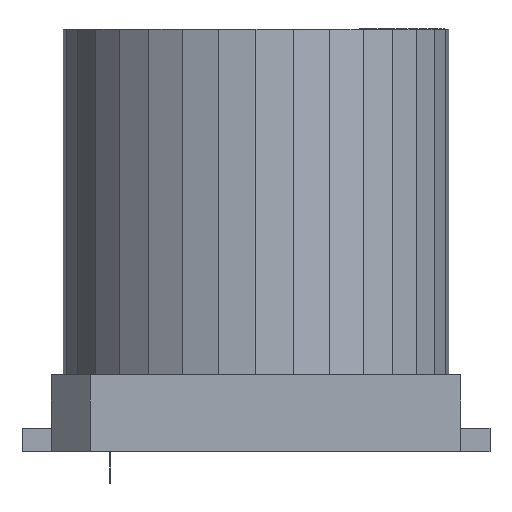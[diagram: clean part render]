
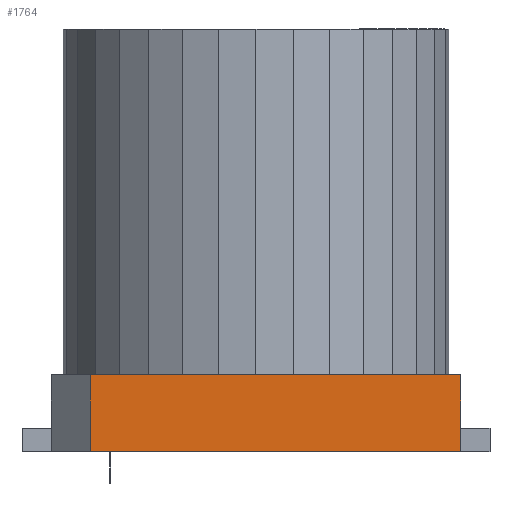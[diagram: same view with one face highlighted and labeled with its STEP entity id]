
A CAD part, front view. The second image highlights one B-rep face of the part: STEP entity #1764.
In plain terms, the highlighted planar face has unit normal (0, -1, 0).
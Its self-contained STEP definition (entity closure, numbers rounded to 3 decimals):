
#1648 = VERTEX_POINT('',#1649);
#1649 = CARTESIAN_POINT('',(-2.154,-2.667,1.013));
#1657 = EDGE_CURVE('',#1658,#1648,#1660,.T.);
#1658 = VERTEX_POINT('',#1659);
#1659 = CARTESIAN_POINT('',(2.672,-2.667,1.013));
#1660 = LINE('',#1661,#1662);
#1661 = CARTESIAN_POINT('',(2.672,-2.667,1.013));
#1662 = VECTOR('',#1663,1.);
#1663 = DIRECTION('',(-1.,0.,0.));
#1746 = VERTEX_POINT('',#1747);
#1747 = CARTESIAN_POINT('',(-2.154,-2.667,0.013));
#1753 = EDGE_CURVE('',#1648,#1746,#1754,.T.);
#1754 = LINE('',#1755,#1756);
#1755 = CARTESIAN_POINT('',(-2.154,-2.667,0.013));
#1756 = VECTOR('',#1757,1.);
#1757 = DIRECTION('',(0.,0.,-1.));
#1764 = ADVANCED_FACE('',(#1765),#1783,.T.);
#1765 = FACE_BOUND('',#1766,.T.);
#1766 = EDGE_LOOP('',(#1767,#1768,#1776,#1782));
#1767 = ORIENTED_EDGE('',*,*,#1753,.T.);
#1768 = ORIENTED_EDGE('',*,*,#1769,.T.);
#1769 = EDGE_CURVE('',#1746,#1770,#1772,.T.);
#1770 = VERTEX_POINT('',#1771);
#1771 = CARTESIAN_POINT('',(2.672,-2.667,0.013));
#1772 = LINE('',#1773,#1774);
#1773 = CARTESIAN_POINT('',(2.672,-2.667,0.013));
#1774 = VECTOR('',#1775,1.);
#1775 = DIRECTION('',(1.,0.,0.));
#1776 = ORIENTED_EDGE('',*,*,#1777,.T.);
#1777 = EDGE_CURVE('',#1770,#1658,#1778,.T.);
#1778 = LINE('',#1779,#1780);
#1779 = CARTESIAN_POINT('',(2.672,-2.667,0.013));
#1780 = VECTOR('',#1781,1.);
#1781 = DIRECTION('',(0.,0.,1.));
#1782 = ORIENTED_EDGE('',*,*,#1657,.T.);
#1783 = PLANE('',#1784);
#1784 = AXIS2_PLACEMENT_3D('',#1785,#1786,#1787);
#1785 = CARTESIAN_POINT('',(2.672,-2.667,0.013));
#1786 = DIRECTION('',(0.,-1.,0.));
#1787 = DIRECTION('',(0.,0.,-1.));
